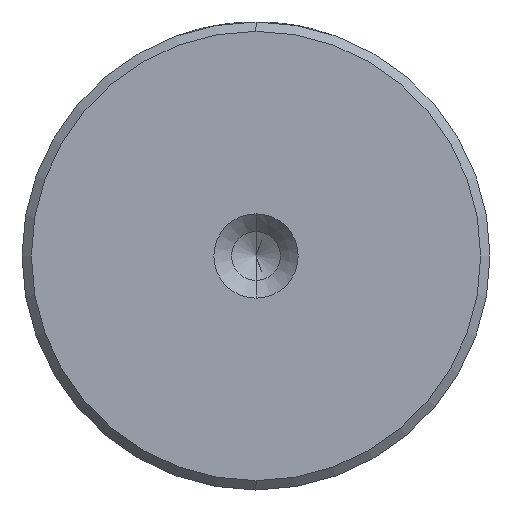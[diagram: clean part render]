
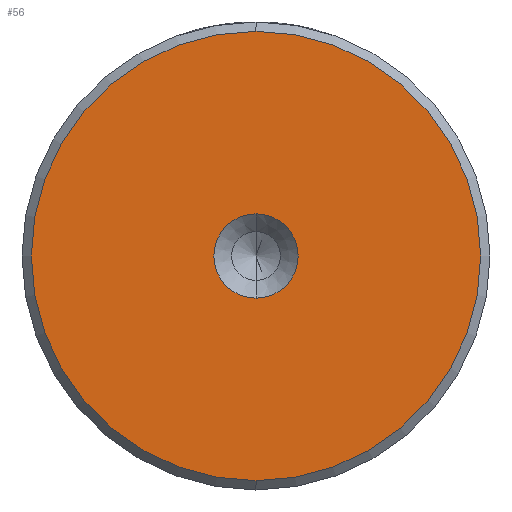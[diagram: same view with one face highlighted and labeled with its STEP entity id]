
A CAD part, left-side view. The second image highlights one B-rep face of the part: STEP entity #56.
In plain terms, the highlighted planar face has unit normal (-1, 0, 0).
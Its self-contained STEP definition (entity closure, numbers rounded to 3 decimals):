
#56 = ADVANCED_FACE ( 'NONE', ( #1625, #2013 ), #415, .T. ) ;
#57 = DIRECTION ( 'NONE',  ( -1., 0., 0. ) ) ;
#75 = EDGE_CURVE ( 'NONE', #979, #181, #1108, .T. ) ;
#78 = CARTESIAN_POINT ( 'NONE',  ( 0., 0., 0. ) ) ;
#95 = DIRECTION ( 'NONE',  ( -1., 0., 0. ) ) ;
#99 = CARTESIAN_POINT ( 'NONE',  ( 0., 0., 2.25 ) ) ;
#181 = VERTEX_POINT ( 'NONE', #1856 ) ;
#257 = DIRECTION ( 'NONE',  ( 0., 0., 1. ) ) ;
#318 = ORIENTED_EDGE ( 'NONE', *, *, #75, .T. ) ;
#362 = ORIENTED_EDGE ( 'NONE', *, *, #1713, .T. ) ;
#415 = PLANE ( 'NONE',  #787 ) ;
#491 = DIRECTION ( 'NONE',  ( -1., 0., 0. ) ) ;
#510 = EDGE_LOOP ( 'NONE', ( #2064, #842 ) ) ;
#555 = VERTEX_POINT ( 'NONE', #99 ) ;
#659 = DIRECTION ( 'NONE',  ( 0., 0., 1. ) ) ;
#681 = CARTESIAN_POINT ( 'NONE',  ( 0., 0., 12. ) ) ;
#703 = CARTESIAN_POINT ( 'NONE',  ( 0., 0., 0. ) ) ;
#787 = AXIS2_PLACEMENT_3D ( 'NONE', #1407, #491, #659 ) ;
#841 = EDGE_CURVE ( 'NONE', #1666, #555, #1848, .T. ) ;
#842 = ORIENTED_EDGE ( 'NONE', *, *, #841, .F. ) ;
#868 = AXIS2_PLACEMENT_3D ( 'NONE', #78, #1259, #257 ) ;
#877 = AXIS2_PLACEMENT_3D ( 'NONE', #703, #1562, #1394 ) ;
#923 = AXIS2_PLACEMENT_3D ( 'NONE', #1072, #57, #1239 ) ;
#979 = VERTEX_POINT ( 'NONE', #681 ) ;
#982 = CIRCLE ( 'NONE', #923, 2.25 ) ;
#1072 = CARTESIAN_POINT ( 'NONE',  ( 0., 0., 0. ) ) ;
#1087 = CARTESIAN_POINT ( 'NONE',  ( 0., 0., -2.25 ) ) ;
#1091 = EDGE_LOOP ( 'NONE', ( #362, #318 ) ) ;
#1108 = CIRCLE ( 'NONE', #877, 12. ) ;
#1112 = CARTESIAN_POINT ( 'NONE',  ( 0., 0., 0. ) ) ;
#1239 = DIRECTION ( 'NONE',  ( 0., 0., 1. ) ) ;
#1259 = DIRECTION ( 'NONE',  ( -1., 0., 0. ) ) ;
#1281 = DIRECTION ( 'NONE',  ( 0., 0., 1. ) ) ;
#1394 = DIRECTION ( 'NONE',  ( 0., 0., 1. ) ) ;
#1407 = CARTESIAN_POINT ( 'NONE',  ( 0., 0., 0. ) ) ;
#1562 = DIRECTION ( 'NONE',  ( -1., 0., 0. ) ) ;
#1604 = EDGE_CURVE ( 'NONE', #555, #1666, #982, .T. ) ;
#1625 = FACE_OUTER_BOUND ( 'NONE', #1091, .T. ) ;
#1666 = VERTEX_POINT ( 'NONE', #1087 ) ;
#1713 = EDGE_CURVE ( 'NONE', #181, #979, #1883, .T. ) ;
#1720 = AXIS2_PLACEMENT_3D ( 'NONE', #1112, #95, #1281 ) ;
#1848 = CIRCLE ( 'NONE', #868, 2.25 ) ;
#1856 = CARTESIAN_POINT ( 'NONE',  ( 0., 0., -12. ) ) ;
#1883 = CIRCLE ( 'NONE', #1720, 12. ) ;
#2013 = FACE_BOUND ( 'NONE', #510, .T. ) ;
#2064 = ORIENTED_EDGE ( 'NONE', *, *, #1604, .F. ) ;
